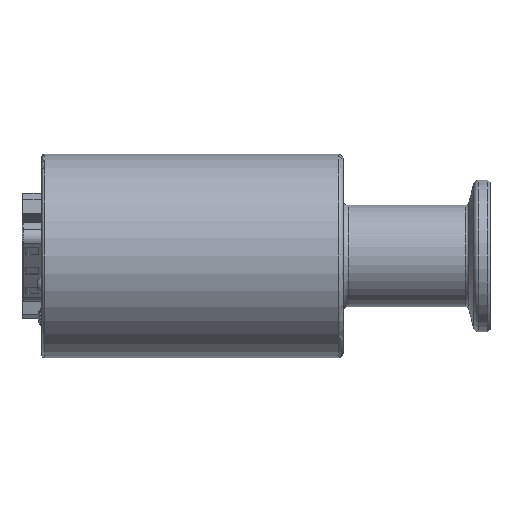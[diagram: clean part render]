
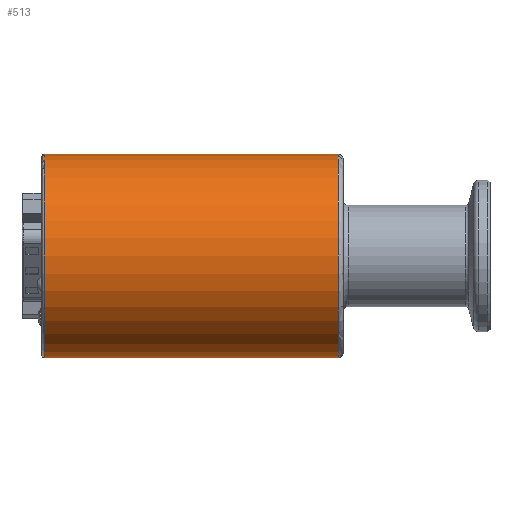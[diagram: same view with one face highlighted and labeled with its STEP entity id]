
A CAD part, left-side view. The second image highlights one B-rep face of the part: STEP entity #513.
In plain terms, the highlighted cylindrical face has radius 20.1 mm (diameter 40.2 mm), a partial arc.
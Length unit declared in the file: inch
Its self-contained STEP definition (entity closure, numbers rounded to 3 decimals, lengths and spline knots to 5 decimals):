
#78 = CARTESIAN_POINT ( 'NONE',  ( -0.00001, 1.92207, 0.79136 ) ) ;
#260 = CARTESIAN_POINT ( 'NONE',  ( -0.00001, -0.53198, 0.79136 ) ) ;
#513 = ADVANCED_FACE ( 'NONE', ( #8786 ), #8627, .T. ) ;
#1334 = VERTEX_POINT ( 'NONE', #260 ) ;
#1692 = EDGE_LOOP ( 'NONE', ( #2278, #7099, #6552, #3298 ) ) ;
#2243 = EDGE_CURVE ( 'NONE', #5093, #1334, #4181, .T. ) ;
#2278 = ORIENTED_EDGE ( 'NONE', *, *, #2243, .F. ) ;
#2280 = EDGE_CURVE ( 'NONE', #5093, #9018, #9429, .T. ) ;
#2286 = CARTESIAN_POINT ( 'NONE',  ( -0.00001, 1.92207, 0.00002 ) ) ;
#2620 = VERTEX_POINT ( 'NONE', #9064 ) ;
#2637 = CARTESIAN_POINT ( 'NONE',  ( -0.00001, 1.75197, 0.00002 ) ) ;
#3298 = ORIENTED_EDGE ( 'NONE', *, *, #10138, .T. ) ;
#3343 = LINE ( 'NONE', #9774, #5810 ) ;
#3397 = DIRECTION ( 'NONE',  ( 0., -1., 0. ) ) ;
#3431 = DIRECTION ( 'NONE',  ( 0., -1., 0. ) ) ;
#3723 = DIRECTION ( 'NONE',  ( 0., -1., 0. ) ) ;
#3773 = DIRECTION ( 'NONE',  ( 0., 0., 1. ) ) ;
#4181 = LINE ( 'NONE', #78, #5881 ) ;
#4874 = DIRECTION ( 'NONE',  ( 0., 0., 1. ) ) ;
#5093 = VERTEX_POINT ( 'NONE', #5465 ) ;
#5464 = CIRCLE ( 'NONE', #7844, 0.79134 ) ;
#5465 = CARTESIAN_POINT ( 'NONE',  ( -0.00001, 1.75197, 0.79136 ) ) ;
#5810 = VECTOR ( 'NONE', #3397, 39.37008 ) ;
#5881 = VECTOR ( 'NONE', #3431, 39.37008 ) ;
#6224 = CARTESIAN_POINT ( 'NONE',  ( -0.00001, 1.75197, -0.79132 ) ) ;
#6552 = ORIENTED_EDGE ( 'NONE', *, *, #7365, .T. ) ;
#6736 = AXIS2_PLACEMENT_3D ( 'NONE', #2637, #7493, #4874 ) ;
#7099 = ORIENTED_EDGE ( 'NONE', *, *, #2280, .T. ) ;
#7365 = EDGE_CURVE ( 'NONE', #9018, #2620, #3343, .T. ) ;
#7493 = DIRECTION ( 'NONE',  ( 0., -1., 0. ) ) ;
#7844 = AXIS2_PLACEMENT_3D ( 'NONE', #10211, #9512, #3773 ) ;
#8627 = CYLINDRICAL_SURFACE ( 'NONE', #9901, 0.79134 ) ;
#8786 = FACE_OUTER_BOUND ( 'NONE', #1692, .T. ) ;
#9018 = VERTEX_POINT ( 'NONE', #6224 ) ;
#9064 = CARTESIAN_POINT ( 'NONE',  ( -0.00001, -0.53198, -0.79132 ) ) ;
#9429 = CIRCLE ( 'NONE', #6736, 0.79134 ) ;
#9512 = DIRECTION ( 'NONE',  ( 0., 1., 0. ) ) ;
#9774 = CARTESIAN_POINT ( 'NONE',  ( -0.00001, 1.92207, -0.79132 ) ) ;
#9901 = AXIS2_PLACEMENT_3D ( 'NONE', #2286, #3723, #10217 ) ;
#10138 = EDGE_CURVE ( 'NONE', #2620, #1334, #5464, .T. ) ;
#10211 = CARTESIAN_POINT ( 'NONE',  ( -0.00001, -0.53198, 0.00002 ) ) ;
#10217 = DIRECTION ( 'NONE',  ( 0., 0., -1. ) ) ;
